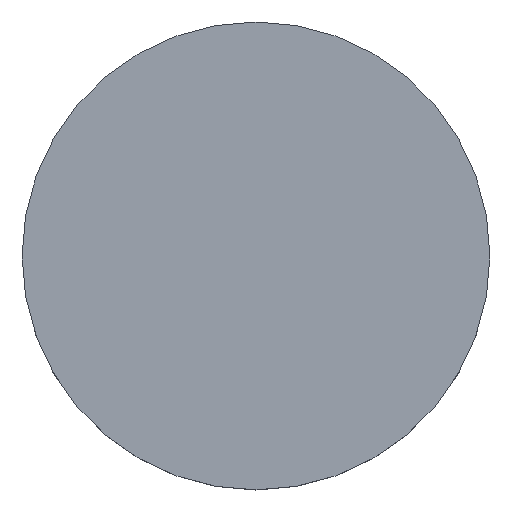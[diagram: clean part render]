
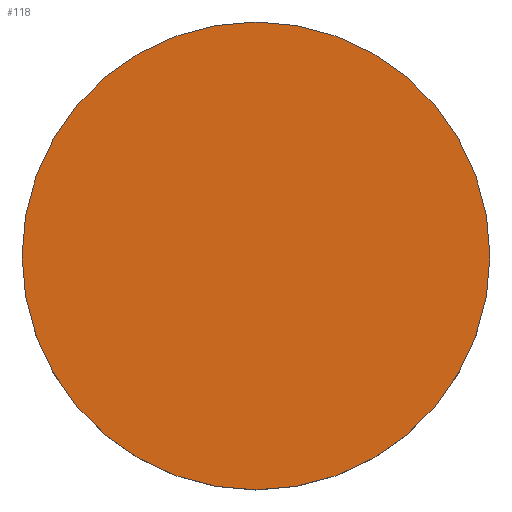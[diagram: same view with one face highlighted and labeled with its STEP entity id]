
A CAD part, top view. The second image highlights one B-rep face of the part: STEP entity #118.
In plain terms, the highlighted planar face has unit normal (0, 0, 1).
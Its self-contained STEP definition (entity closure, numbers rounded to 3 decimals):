
#1 = EDGE_CURVE ( 'NONE', #16, #156, #110, .T. ) ;
#16 = VERTEX_POINT ( 'NONE', #102 ) ;
#29 = EDGE_CURVE ( 'NONE', #156, #16, #70, .T. ) ;
#31 = AXIS2_PLACEMENT_3D ( 'NONE', #87, #89, #55 ) ;
#35 = CARTESIAN_POINT ( 'NONE',  ( 0., 0., 0.75 ) ) ;
#38 = ORIENTED_EDGE ( 'NONE', *, *, #1, .T. ) ;
#43 = AXIS2_PLACEMENT_3D ( 'NONE', #114, #153, #165 ) ;
#44 = PLANE ( 'NONE',  #175 ) ;
#55 = DIRECTION ( 'NONE',  ( 1., 0., 0. ) ) ;
#70 = CIRCLE ( 'NONE', #43, 5. ) ;
#87 = CARTESIAN_POINT ( 'NONE',  ( 0., 0., 0.75 ) ) ;
#89 = DIRECTION ( 'NONE',  ( 0., 0., 1. ) ) ;
#90 = ORIENTED_EDGE ( 'NONE', *, *, #29, .T. ) ;
#91 = DIRECTION ( 'NONE',  ( 0., 0., 1. ) ) ;
#102 = CARTESIAN_POINT ( 'NONE',  ( 5., 0., 0.75 ) ) ;
#110 = CIRCLE ( 'NONE', #31, 5. ) ;
#114 = CARTESIAN_POINT ( 'NONE',  ( 0., 0., 0.75 ) ) ;
#118 = ADVANCED_FACE ( 'NONE', ( #162 ), #44, .T. ) ;
#119 = EDGE_LOOP ( 'NONE', ( #90, #38 ) ) ;
#132 = DIRECTION ( 'NONE',  ( 1., 0., 0. ) ) ;
#153 = DIRECTION ( 'NONE',  ( 0., 0., 1. ) ) ;
#156 = VERTEX_POINT ( 'NONE', #157 ) ;
#157 = CARTESIAN_POINT ( 'NONE',  ( -5., 0., 0.75 ) ) ;
#162 = FACE_OUTER_BOUND ( 'NONE', #119, .T. ) ;
#165 = DIRECTION ( 'NONE',  ( 1., 0., 0. ) ) ;
#175 = AXIS2_PLACEMENT_3D ( 'NONE', #35, #91, #132 ) ;
